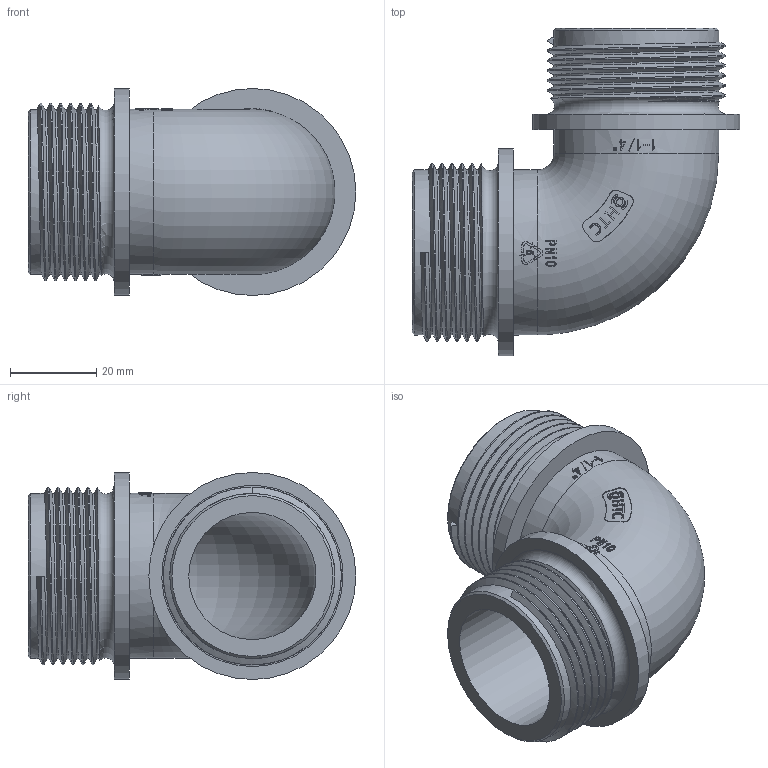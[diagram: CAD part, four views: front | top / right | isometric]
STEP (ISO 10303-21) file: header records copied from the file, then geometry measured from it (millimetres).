
FILE_DESCRIPTION(/* description */ (''),/* implementation_level */ '2;1');
FILE_NAME(/* name */ '1-1-4.stp',/* time_stamp */ '2025-02-14T16:17:03+08:00',/* author */ (''),/* organization */ (''),/* preprocessor_version */ 'ST-DEVELOPER v16.7',/* originating_system */ 'SIEMENS PLM Software NX 12.0',/* authorisation */ '');
FILE_SCHEMA (('AUTOMOTIVE_DESIGN { 1 0 10303 214 3 1 1 1 }'));
Length unit declared in the file: millimetre
Products named in the file (1): Admi6140B10Emkrc
Bounding box: 76 x 76 x 48 mm (x, y, z)
Volume: 50967.3 mm3; surface area: 26460.3 mm2
Topology: 1 solids, 1 shells, 472 faces, 1351 edges, 909 vertices
Faces by surface type: plane 348, cylinder 48, extrusion 48, torus 22, bspline 4, cone 2
Full cylindrical faces by diameter (mm): 1.509 x1, 2.277 x1, 29.5 x2, 38.3 x13, 48 x2
Entity records: 21550 total; most frequent: CARTESIAN_POINT 7201, ORIENTED_EDGE 2616, DIRECTION 2397, EDGE_CURVE 1308, AXIS2_PLACEMENT_3D 948, VERTEX_POINT 895, EDGE_LOOP 507, VECTOR 501
